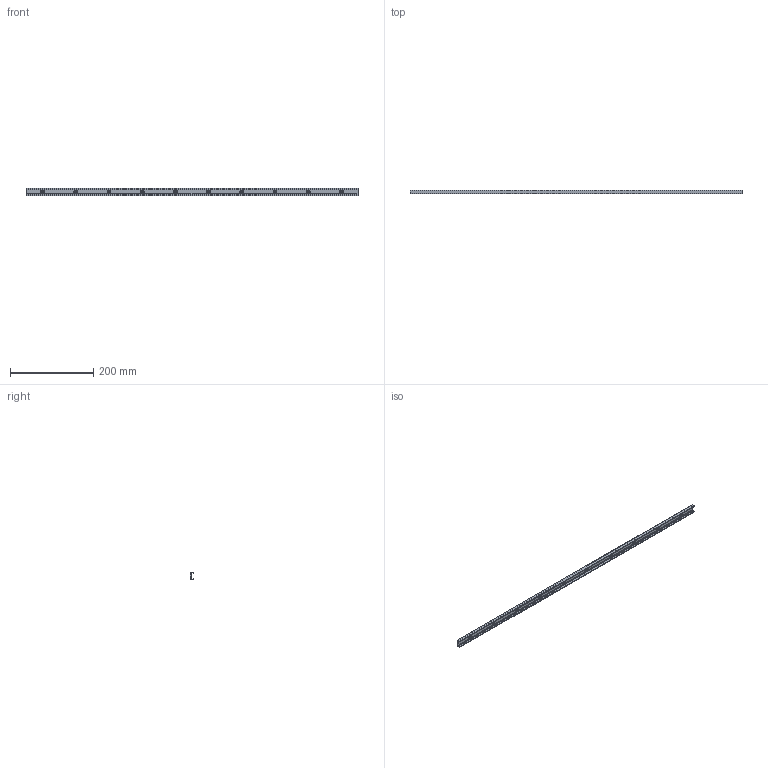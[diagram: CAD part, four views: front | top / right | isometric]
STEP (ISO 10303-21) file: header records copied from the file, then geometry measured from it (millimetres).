
FILE_DESCRIPTION((''),'2;1');
FILE_NAME('LCU 18-0800.C.stp','2016-05-02T15:07:40',('MRathmann'),(''),'Autodesk Inventor 2012','Autodesk Inventor 2012','');
FILE_SCHEMA(('CONFIG_CONTROL_DESIGN'));
Length unit declared in the file: millimetre
Products named in the file (1): LCU 18-0800.C
Bounding box: 800 x 8.25 x 18 mm (x, y, z)
Volume: 53202.4 mm3; surface area: 51245.7 mm2
Topology: 1 solids, 1 shells, 52 faces, 150 edges, 100 vertices
Faces by surface type: cylinder 31, plane 21
Full cylindrical faces by diameter (mm): 5 x10, 9.5 x10
Entity records: 1642 total; most frequent: CARTESIAN_POINT 313, DIRECTION 278, ORIENTED_EDGE 240, EDGE_CURVE 120, AXIS2_PLACEMENT_3D 115, EDGE_LOOP 92, VERTEX_POINT 90, CIRCLE 62
